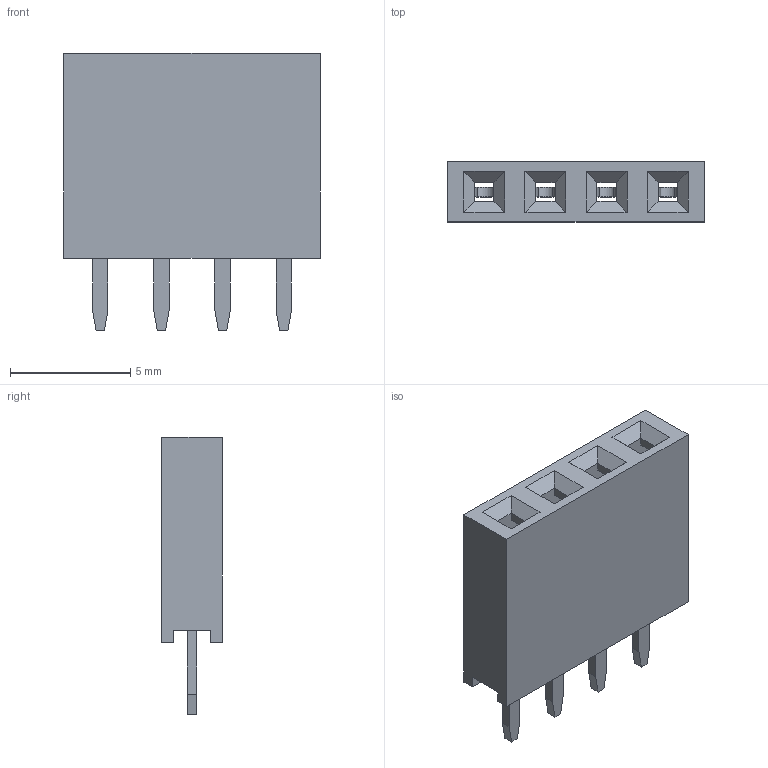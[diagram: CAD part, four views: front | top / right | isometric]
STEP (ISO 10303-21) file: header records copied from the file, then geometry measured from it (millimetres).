
FILE_DESCRIPTION(/* description */ ('Designed by EasyEDA Pro','CAx-IF Rec.Pracs.---Representation and Presentation of Product Manufacturing Information (PMI)---4.0---2014-10-13'),/* implementation_level */ '2;1');
FILE_NAME(/* name */ 'PM_2.54_1X4P_LH.step',/* time_stamp */ '2025-02-21T17:01:52+08:00',/* author */ (''),/* organization */ (''),/* preprocessor_version */ 'ST-DEVELOPER v20',/* originating_system */ 'Autodesk Translation Framework v13.20.0.188',/* authorisation */ '');
FILE_SCHEMA (('AP242_MANAGED_MODEL_BASED_3D_ENGINEERING_MIM_LF { 1 0 10303 442 1 1 4 }'));
Length unit declared in the file: millimetre
Products named in the file (4): kgks-PCBModel; kgks-Board; kgks-H1-HDR-TH_4P-P2.54-V-F; COMPOUND
Assembly tree (3 placements, depth 3):
  kgks-PCBModel
    kgks-Board
    kgks-H1-HDR-TH_4P-P2.54-V-F
      COMPOUND
Bounding box: 10.66 x 2.5 x 11.5 mm (x, y, z)
Volume: 187.1 mm3; surface area: 557.3 mm2
Topology: 5 solids, 5 shells, 346 faces, 935 edges, 618 vertices
Faces by surface type: plane 236, bspline 98, cylinder 12
Entity records: 11508 total; most frequent: CARTESIAN_POINT 2942, ORIENTED_EDGE 1870, DIRECTION 1445, EDGE_CURVE 935, LINE 715, VECTOR 715, VERTEX_POINT 618, EDGE_LOOP 373
